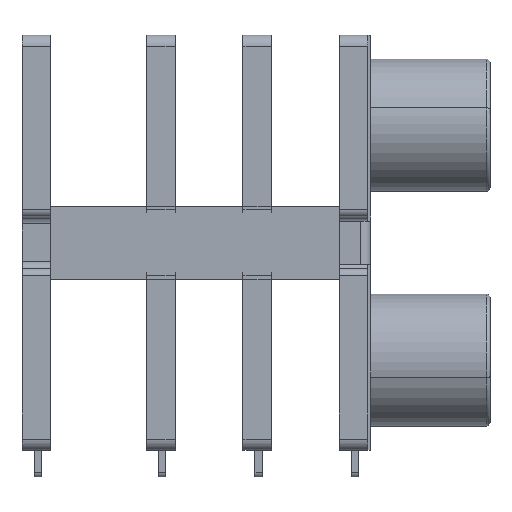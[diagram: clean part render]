
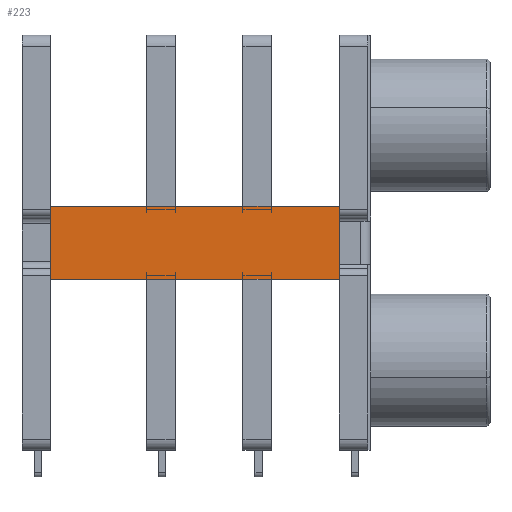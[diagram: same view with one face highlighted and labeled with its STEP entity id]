
A CAD part, front view. The second image highlights one B-rep face of the part: STEP entity #223.
In plain terms, the highlighted planar face has unit normal (0, -1, 0).
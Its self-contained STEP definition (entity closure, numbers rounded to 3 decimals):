
#56=PLANE('',#5790);
#223=ADVANCED_FACE('',(#561),#56,.T.);
#561=FACE_OUTER_BOUND('',#911,.T.);
#911=EDGE_LOOP('',(#1745,#1746,#1747,#1748));
#1745=ORIENTED_EDGE('',*,*,#3283,.F.);
#1746=ORIENTED_EDGE('',*,*,#3280,.F.);
#1747=ORIENTED_EDGE('',*,*,#3277,.F.);
#1748=ORIENTED_EDGE('',*,*,#3273,.F.);
#3273=EDGE_CURVE('',#4085,#4086,#4816,.T.);
#3277=EDGE_CURVE('',#4086,#4089,#4820,.T.);
#3280=EDGE_CURVE('',#4089,#4091,#4823,.T.);
#3283=EDGE_CURVE('',#4091,#4085,#4826,.T.);
#4085=VERTEX_POINT('',#9439);
#4086=VERTEX_POINT('',#9440);
#4089=VERTEX_POINT('',#9443);
#4091=VERTEX_POINT('',#9445);
#4816=B_SPLINE_CURVE_WITH_KNOTS('',1,(#9447,#9448),.UNSPECIFIED.,.F.,.F.,
(2,2),(0.,20.3),.UNSPECIFIED.);
#4820=B_SPLINE_CURVE_WITH_KNOTS('',1,(#9455,#9456),.UNSPECIFIED.,.F.,.F.,
(2,2),(20.3,24.952),.UNSPECIFIED.);
#4823=B_SPLINE_CURVE_WITH_KNOTS('',1,(#9461,#9462),.UNSPECIFIED.,.F.,.F.,
(2,2),(24.952,45.252),.UNSPECIFIED.);
#4826=B_SPLINE_CURVE_WITH_KNOTS('',1,(#9467,#9468),.UNSPECIFIED.,.F.,.F.,
(2,2),(45.252,49.904),.UNSPECIFIED.);
#5790=AXIS2_PLACEMENT_3D('',#9437,#5834,$);
#5834=DIRECTION('',(0.,-1.,0.));
#9437=CARTESIAN_POINT('',(-6.929,66.98,19.017));
#9439=CARTESIAN_POINT('',(-6.929,66.98,13.883));
#9440=CARTESIAN_POINT('',(-27.229,66.98,13.883));
#9443=CARTESIAN_POINT('',(-27.229,66.98,19.017));
#9445=CARTESIAN_POINT('',(-6.929,66.98,19.017));
#9447=CARTESIAN_POINT('',(-6.929,66.98,13.883));
#9448=CARTESIAN_POINT('',(-27.229,66.98,13.883));
#9455=CARTESIAN_POINT('',(-27.229,66.98,13.883));
#9456=CARTESIAN_POINT('',(-27.229,66.98,19.017));
#9461=CARTESIAN_POINT('',(-27.229,66.98,19.017));
#9462=CARTESIAN_POINT('',(-6.929,66.98,19.017));
#9467=CARTESIAN_POINT('',(-6.929,66.98,19.017));
#9468=CARTESIAN_POINT('',(-6.929,66.98,13.883));
